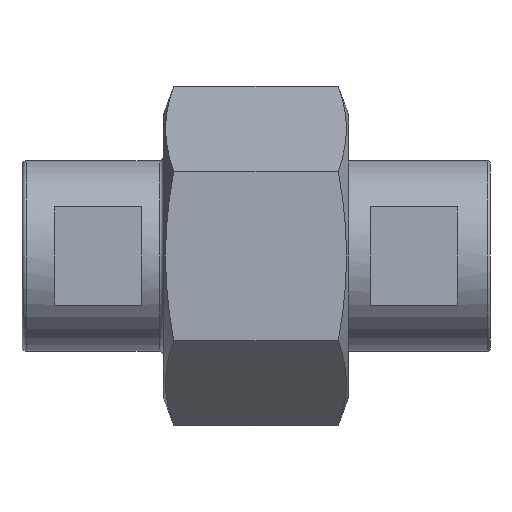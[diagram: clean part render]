
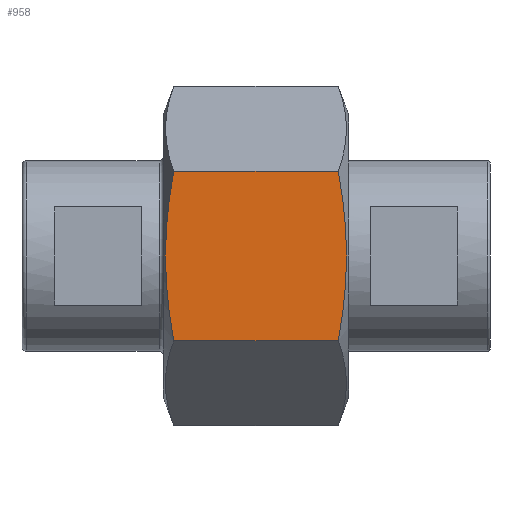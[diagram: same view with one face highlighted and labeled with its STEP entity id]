
A CAD part, front view. The second image highlights one B-rep face of the part: STEP entity #958.
In plain terms, the highlighted planar face has unit normal (0, -1, 0).
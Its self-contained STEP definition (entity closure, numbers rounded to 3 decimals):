
#7 = VERTEX_POINT ( 'NONE', #1546 ) ;
#16 = CARTESIAN_POINT ( 'NONE',  ( -10.486, -13.5, -5.196 ) ) ;
#199 = EDGE_CURVE ( 'NONE', #752, #2236, #1521, .T. ) ;
#236 = CARTESIAN_POINT ( 'NONE',  ( 5.058, -13.5, 7.794 ) ) ;
#383 = ORIENTED_EDGE ( 'NONE', *, *, #2038, .T. ) ;
#424 = CARTESIAN_POINT ( 'NONE',  ( -10.486, -13.5, 5.196 ) ) ;
#611 = B_SPLINE_CURVE_WITH_KNOTS ( 'NONE', 3,
 ( #1683, #1876, #424, #974, #1674, #1487, #16, #2071, #1846 ),
 .UNSPECIFIED., .F., .F.,
 ( 4, 2, 1, 2, 4 ),
 ( 0., 0.004, 0.008, 0.012, 0.016 ),
 .UNSPECIFIED. ) ;
#626 = CARTESIAN_POINT ( 'NONE',  ( 5.486, -13.5, 5.196 ) ) ;
#667 = FACE_OUTER_BOUND ( 'NONE', #1607, .T. ) ;
#720 = CARTESIAN_POINT ( 'NONE',  ( -10.058, -13.5, 7.794 ) ) ;
#752 = VERTEX_POINT ( 'NONE', #1747 ) ;
#812 = EDGE_CURVE ( 'NONE', #1065, #752, #985, .T. ) ;
#822 = CARTESIAN_POINT ( 'NONE',  ( 5.294, -13.5, -6.495 ) ) ;
#834 = CARTESIAN_POINT ( 'NONE',  ( 5.888, -13.5, 0. ) ) ;
#837 = AXIS2_PLACEMENT_3D ( 'NONE', #2293, #1383, #1581 ) ;
#846 = PLANE ( 'NONE',  #837 ) ;
#958 = ADVANCED_FACE ( 'NONE', ( #667 ), #846, .F. ) ;
#974 = CARTESIAN_POINT ( 'NONE',  ( -10.749, -13.5, 2.598 ) ) ;
#985 = B_SPLINE_CURVE_WITH_KNOTS ( 'NONE', 3,
 ( #1928, #822, #1550, #1178, #834, #2266, #626, #1915, #236 ),
 .UNSPECIFIED., .F., .F.,
 ( 4, 2, 1, 2, 4 ),
 ( 0., 0.004, 0.008, 0.012, 0.016 ),
 .UNSPECIFIED. ) ;
#1065 = VERTEX_POINT ( 'NONE', #2119 ) ;
#1076 = ORIENTED_EDGE ( 'NONE', *, *, #1345, .F. ) ;
#1078 = CARTESIAN_POINT ( 'NONE',  ( 6., -13.5, -7.794 ) ) ;
#1178 = CARTESIAN_POINT ( 'NONE',  ( 5.749, -13.5, -2.598 ) ) ;
#1249 = DIRECTION ( 'NONE',  ( -1., 0., 0. ) ) ;
#1345 = EDGE_CURVE ( 'NONE', #1065, #7, #1438, .T. ) ;
#1351 = CARTESIAN_POINT ( 'NONE',  ( 6., -13.5, 7.794 ) ) ;
#1383 = DIRECTION ( 'NONE',  ( 0., 1., 0. ) ) ;
#1421 = ORIENTED_EDGE ( 'NONE', *, *, #199, .T. ) ;
#1438 = LINE ( 'NONE', #1078, #2147 ) ;
#1475 = VECTOR ( 'NONE', #1885, 1000. ) ;
#1487 = CARTESIAN_POINT ( 'NONE',  ( -10.749, -13.5, -2.598 ) ) ;
#1521 = LINE ( 'NONE', #1351, #1475 ) ;
#1546 = CARTESIAN_POINT ( 'NONE',  ( -10.058, -13.5, -7.794 ) ) ;
#1550 = CARTESIAN_POINT ( 'NONE',  ( 5.486, -13.5, -5.196 ) ) ;
#1581 = DIRECTION ( 'NONE',  ( 0., 0., 1. ) ) ;
#1607 = EDGE_LOOP ( 'NONE', ( #1076, #2223, #1421, #383 ) ) ;
#1674 = CARTESIAN_POINT ( 'NONE',  ( -10.888, -13.5, 0. ) ) ;
#1683 = CARTESIAN_POINT ( 'NONE',  ( -10.058, -13.5, 7.794 ) ) ;
#1747 = CARTESIAN_POINT ( 'NONE',  ( 5.058, -13.5, 7.794 ) ) ;
#1846 = CARTESIAN_POINT ( 'NONE',  ( -10.058, -13.5, -7.794 ) ) ;
#1876 = CARTESIAN_POINT ( 'NONE',  ( -10.294, -13.5, 6.495 ) ) ;
#1885 = DIRECTION ( 'NONE',  ( -1., 0., 0. ) ) ;
#1915 = CARTESIAN_POINT ( 'NONE',  ( 5.294, -13.5, 6.495 ) ) ;
#1928 = CARTESIAN_POINT ( 'NONE',  ( 5.058, -13.5, -7.794 ) ) ;
#2038 = EDGE_CURVE ( 'NONE', #2236, #7, #611, .T. ) ;
#2071 = CARTESIAN_POINT ( 'NONE',  ( -10.294, -13.5, -6.495 ) ) ;
#2119 = CARTESIAN_POINT ( 'NONE',  ( 5.058, -13.5, -7.794 ) ) ;
#2147 = VECTOR ( 'NONE', #1249, 1000. ) ;
#2223 = ORIENTED_EDGE ( 'NONE', *, *, #812, .T. ) ;
#2236 = VERTEX_POINT ( 'NONE', #720 ) ;
#2266 = CARTESIAN_POINT ( 'NONE',  ( 5.749, -13.5, 2.598 ) ) ;
#2293 = CARTESIAN_POINT ( 'NONE',  ( 6., -13.5, 25. ) ) ;
